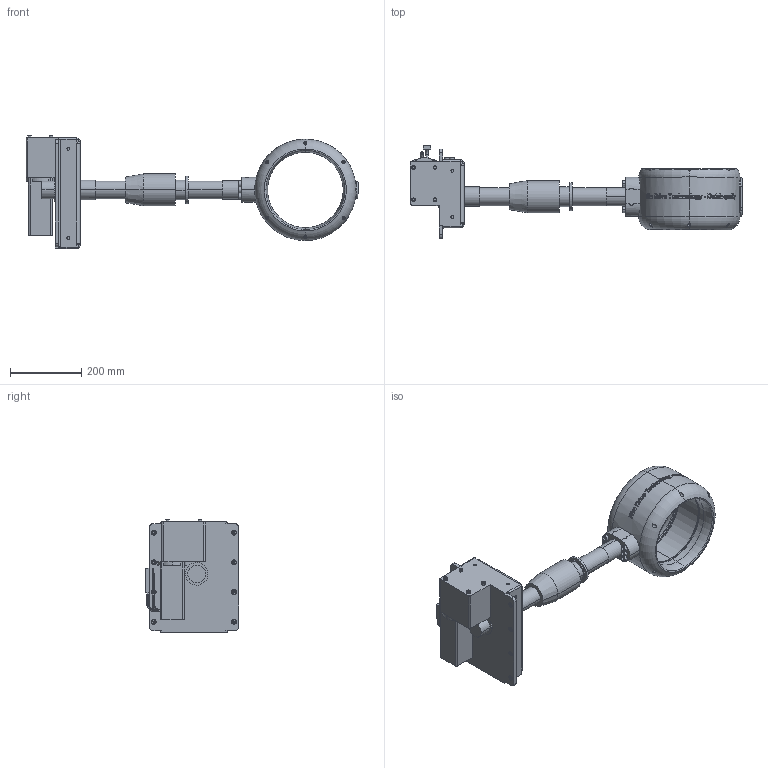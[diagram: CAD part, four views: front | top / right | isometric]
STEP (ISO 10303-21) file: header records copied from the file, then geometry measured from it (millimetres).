
FILE_DESCRIPTION (( 'STEP AP214' ), '1' );
FILE_NAME ('P-087-030-rev-B-212.STEP', '2021-12-01T08:58:19', ( '' ), ( '' ), 'SwSTEP 2.0', 'SolidWorks 2021', '' );
FILE_SCHEMA (( 'AUTOMOTIVE_DESIGN' ));
Length unit declared in the file: millimetre
Products named in the file (1): P-087-030-rev-B-212
Bounding box: 930.52 x 260.7 x 317 mm (x, y, z)
Volume: 11511026.4 mm3; surface area: 873628.6 mm2
Topology: 1 solids, 4 shells, 1133 faces, 2800 edges, 1792 vertices
Faces by surface type: bspline 405, cylinder 318, plane 280, torus 66, cone 62, sphere 2
Entity records: 89751 total; most frequent: CARTESIAN_POINT 62550, ORIENTED_EDGE 5556, DIRECTION 3613, EDGE_CURVE 2778, VERTEX_POINT 1790, AXIS2_PLACEMENT_3D 1430, B_SPLINE_CURVE_WITH_KNOTS 1301, EDGE_LOOP 1276
